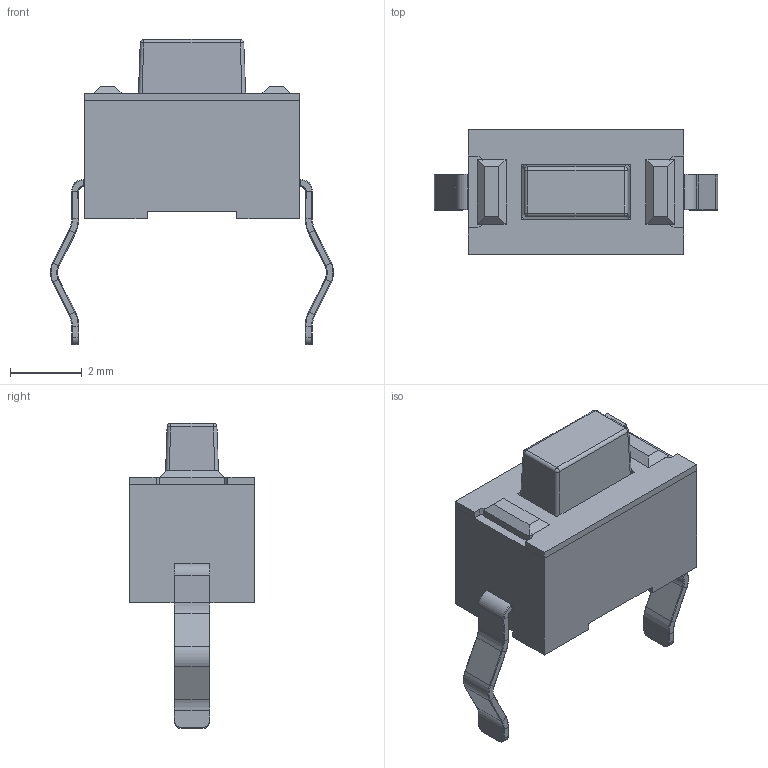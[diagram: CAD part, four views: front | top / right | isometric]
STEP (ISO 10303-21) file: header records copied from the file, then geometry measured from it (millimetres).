
FILE_DESCRIPTION (( 'STEP AP214' ), '1' );
FILE_NAME ('KEY-TH_2P-L6.0-W3.5-H5.0-LS7.9-P6.50.step', '2022-07-02T15:32:04', ( '' ), ( '' ), 'SwSTEP 2.0', 'SolidWorks 2020', '' );
FILE_SCHEMA (( 'AUTOMOTIVE_DESIGN' ));
Length unit declared in the file: millimetre
Products named in the file (1): KEY-TH_2P-L6.0-W3.5-H5.0-LS7.9-P6.50
Bounding box: 7.9 x 3.5 x 8.5 mm (x, y, z)
Volume: 79.9 mm3; surface area: 180.8 mm2
Topology: 2 solids, 2 shells, 520 faces, 1291 edges, 806 vertices
Faces by surface type: plane 288, bspline 112, cylinder 76, torus 40, sphere 4
Entity records: 21523 total; most frequent: CARTESIAN_POINT 4734, ORIENTED_EDGE 2582, DIRECTION 2065, EDGE_CURVE 1291, VECTOR 871, LINE 871, VERTEX_POINT 806, AXIS2_PLACEMENT_3D 597
